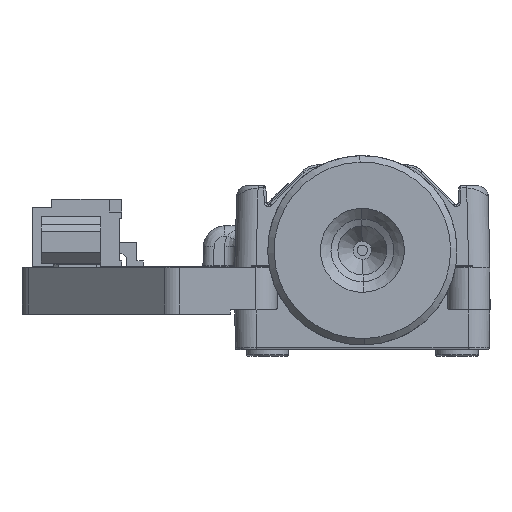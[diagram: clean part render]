
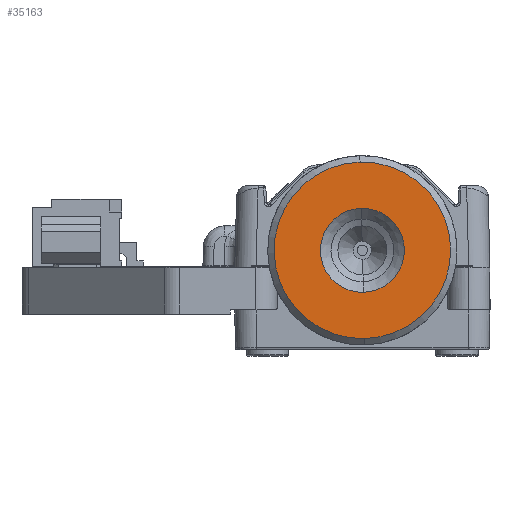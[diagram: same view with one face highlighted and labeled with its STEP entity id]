
A CAD part, left-side view. The second image highlights one B-rep face of the part: STEP entity #35163.
In plain terms, the highlighted planar face has unit normal (-1, 0, 0).
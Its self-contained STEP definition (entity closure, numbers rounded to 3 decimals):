
#1648 = DIRECTION ( 'NONE',  ( -1., 0., 0. ) ) ;
#2765 = CIRCLE ( 'NONE', #46489, 1.975 ) ;
#4048 = VERTEX_POINT ( 'NONE', #25489 ) ;
#7279 = EDGE_LOOP ( 'NONE', ( #27132, #11366 ) ) ;
#10563 = CARTESIAN_POINT ( 'NONE',  ( -26.75, 4.448, 2.884 ) ) ;
#11366 = ORIENTED_EDGE ( 'NONE', *, *, #34611, .T. ) ;
#12000 = CARTESIAN_POINT ( 'NONE',  ( -26.75, 0., 3. ) ) ;
#14312 = DIRECTION ( 'NONE',  ( 0., -0.026, -1. ) ) ;
#15314 = VERTEX_POINT ( 'NONE', #44569 ) ;
#15722 = DIRECTION ( 'NONE',  ( 0., -0.026, -1. ) ) ;
#18271 = CARTESIAN_POINT ( 'NONE',  ( -26.75, 0., 3. ) ) ;
#18945 = AXIS2_PLACEMENT_3D ( 'NONE', #10563, #36625, #14312 ) ;
#20122 = AXIS2_PLACEMENT_3D ( 'NONE', #18271, #44313, #22013 ) ;
#20135 = VERTEX_POINT ( 'NONE', #35132 ) ;
#21346 = CARTESIAN_POINT ( 'NONE',  ( -26.75, 0., 3. ) ) ;
#22013 = DIRECTION ( 'NONE',  ( 0., -0.026, -1. ) ) ;
#22233 = EDGE_CURVE ( 'NONE', #20135, #4048, #39827, .T. ) ;
#23719 = EDGE_LOOP ( 'NONE', ( #44559, #24496 ) ) ;
#23977 = CARTESIAN_POINT ( 'NONE',  ( -26.75, 0., 3. ) ) ;
#24496 = ORIENTED_EDGE ( 'NONE', *, *, #22233, .T. ) ;
#25056 = DIRECTION ( 'NONE',  ( 0., -0.026, -1. ) ) ;
#25489 = CARTESIAN_POINT ( 'NONE',  ( -26.75, -0.109, -1.148 ) ) ;
#25633 = VERTEX_POINT ( 'NONE', #32195 ) ;
#26429 = AXIS2_PLACEMENT_3D ( 'NONE', #12000, #38077, #15722 ) ;
#27132 = ORIENTED_EDGE ( 'NONE', *, *, #47582, .T. ) ;
#27418 = AXIS2_PLACEMENT_3D ( 'NONE', #23977, #1648, #27701 ) ;
#27701 = DIRECTION ( 'NONE',  ( 0., -0.026, -1. ) ) ;
#28214 = CIRCLE ( 'NONE', #20122, 1.975 ) ;
#29054 = CIRCLE ( 'NONE', #27418, 4.15 ) ;
#32195 = CARTESIAN_POINT ( 'NONE',  ( -26.75, -0.052, 1.026 ) ) ;
#33313 = FACE_BOUND ( 'NONE', #7279, .T. ) ;
#34611 = EDGE_CURVE ( 'NONE', #25633, #15314, #28214, .T. ) ;
#35132 = CARTESIAN_POINT ( 'NONE',  ( -26.75, 0.109, 7.149 ) ) ;
#35163 = ADVANCED_FACE ( 'NONE', ( #33313, #43173 ), #43929, .F. ) ;
#36625 = DIRECTION ( 'NONE',  ( 1., 0., 0. ) ) ;
#38077 = DIRECTION ( 'NONE',  ( -1., 0., 0. ) ) ;
#39827 = CIRCLE ( 'NONE', #26429, 4.15 ) ;
#43173 = FACE_OUTER_BOUND ( 'NONE', #23719, .T. ) ;
#43929 = PLANE ( 'NONE',  #18945 ) ;
#44313 = DIRECTION ( 'NONE',  ( 1., 0., 0. ) ) ;
#44559 = ORIENTED_EDGE ( 'NONE', *, *, #47385, .T. ) ;
#44569 = CARTESIAN_POINT ( 'NONE',  ( -26.75, 0.052, 4.975 ) ) ;
#46489 = AXIS2_PLACEMENT_3D ( 'NONE', #21346, #47419, #25056 ) ;
#47385 = EDGE_CURVE ( 'NONE', #4048, #20135, #29054, .T. ) ;
#47419 = DIRECTION ( 'NONE',  ( 1., 0., 0. ) ) ;
#47582 = EDGE_CURVE ( 'NONE', #15314, #25633, #2765, .T. ) ;
